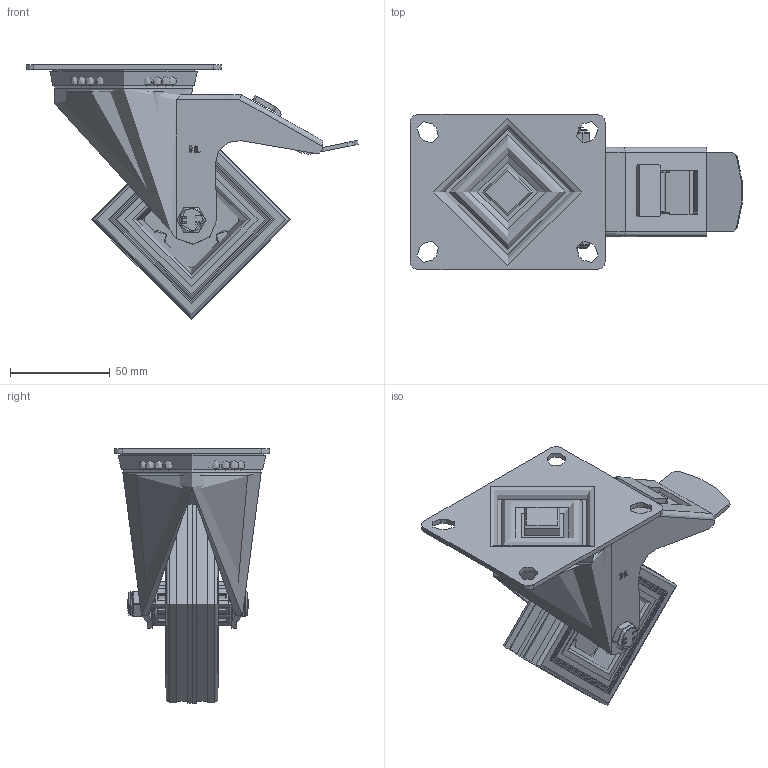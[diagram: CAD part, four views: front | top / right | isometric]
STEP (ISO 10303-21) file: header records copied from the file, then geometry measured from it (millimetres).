
FILE_DESCRIPTION(/* description */ (''),/* implementation_level */ '2;1');
FILE_NAME(/* name */ 'BZGMM100BSBSWB.step',/* time_stamp */ '2024-06-17T16:45:43+01:00',/* author */ (''),/* organization */ (''),/* preprocessor_version */ 'ST-DEVELOPER v20',/* originating_system */ 'Autodesk Translation Framework v13.14.0.145',/* authorisation */ '');
FILE_SCHEMA (('AUTOMOTIVE_DESIGN { 1 0 10303 214 3 1 1 }'));
Length unit declared in the file: millimetre
Products named in the file (28): BZGMM100BSBSWB; BZGMM100ASSWB - 2 v1; ZINC PLATED, PRESSED STEEL FORKS; BRAKE PAD; BEARING SEAL; ZINC PLATED, PRESSED STEEL BRAKE PEDAL; ZINC PLATED, PRESSED STEEL TOP PLATE; ZINC PLATED, PRESSED STEEL TOP PLATE Geometry; Pattern; Component2; BZML100WBSRB v1; RUBBER TYRE; STEEL RIM; STEEL RIM Geometry; BOLT; Component4; ROLLER BEARING; CAGE; ribs; Component2 (1); TUBEM12X40 v1; ZINC PLATED STEEL TUBE; HEXBOLTM8X55Z8.8 v2; GRADE 8.8 ZINC PLATED BOLT; NYLOCM8Z v1; NYLOC NUT; NUT; RUBBER
Assembly tree (63 placements, depth 5):
  BZGMM100BSBSWB
    BZGMM100ASSWB - 2 v1
      ZINC PLATED, PRESSED STEEL FORKS
      BRAKE PAD
      BEARING SEAL
      ZINC PLATED, PRESSED STEEL BRAKE PEDAL
      ZINC PLATED, PRESSED STEEL TOP PLATE
        ZINC PLATED, PRESSED STEEL TOP PLATE Geometry
        Pattern
          Component2  x28
    BZML100WBSRB v1
      RUBBER TYRE
      STEEL RIM
        STEEL RIM Geometry
        BOLT
          Component4  x3
      ROLLER BEARING
        CAGE
        ribs
          Component2 (1)  x8
    TUBEM12X40 v1
      ZINC PLATED STEEL TUBE
    HEXBOLTM8X55Z8.8 v2
      GRADE 8.8 ZINC PLATED BOLT
    NYLOCM8Z v1
      NYLOC NUT
        NUT
        RUBBER
Bounding box: 166.69 x 78 x 128 mm (x, y, z)
Volume: 254906.7 mm3; surface area: 132150.4 mm2
Topology: 51 solids, 51 shells, 644 faces, 1532 edges, 967 vertices
Faces by surface type: plane 288, cylinder 217, sphere 52, bspline 41, torus 32, cone 14
Full cylindrical faces by diameter (mm): 0.664 x2, 3.5 x8, 5 x3, 6.446 x7, 7.866 x13, 8 x9, 8.2 x2, 8.4 x1, 8.6 x2, 11.5 x1, 11.9 x1, 12.1 x1, 12.2 x2, 12.5 x1, 18.5 x1, 20 x1, 22 x2, 25 x2, 26 x1, 30 x2, 47 x1, 50.926 x2, 64.5 x1, 67 x4, 69.5 x1, 75 x2, 76.5 x2, 78.5 x2, 80 x2, 82 x2
Entity records: 23949 total; most frequent: CARTESIAN_POINT 9340, DIRECTION 2959, ORIENTED_EDGE 2808, EDGE_CURVE 1404, AXIS2_PLACEMENT_3D 1105, VERTEX_POINT 887, LINE 749, VECTOR 749
